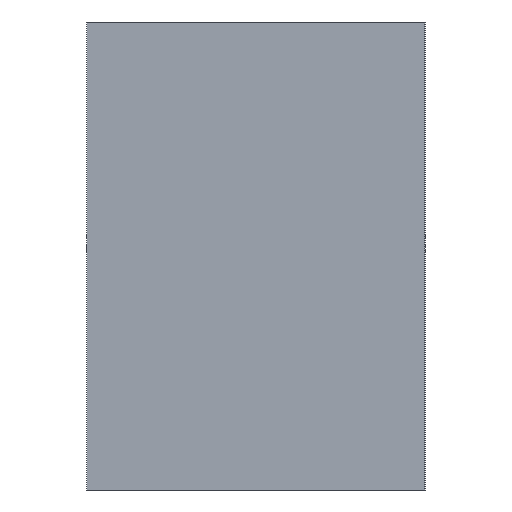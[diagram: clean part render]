
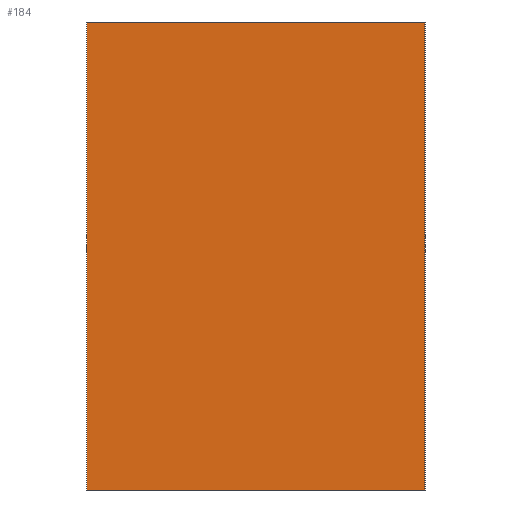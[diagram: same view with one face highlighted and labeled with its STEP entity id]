
A CAD part, left-side view. The second image highlights one B-rep face of the part: STEP entity #184.
In plain terms, the highlighted planar face has unit normal (-1, 0, 0).
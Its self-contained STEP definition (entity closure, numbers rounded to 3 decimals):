
#8 = VERTEX_POINT ( 'NONE', #37 ) ;
#18 = EDGE_CURVE ( 'NONE', #61, #186, #54, .T. ) ;
#37 = CARTESIAN_POINT ( 'NONE',  ( -54., 0., -13.5 ) ) ;
#39 = DIRECTION ( 'NONE',  ( 0., 0., -1. ) ) ;
#47 = EDGE_LOOP ( 'NONE', ( #48, #165, #133, #51 ) ) ;
#48 = ORIENTED_EDGE ( 'NONE', *, *, #150, .T. ) ;
#51 = ORIENTED_EDGE ( 'NONE', *, *, #200, .T. ) ;
#54 = LINE ( 'NONE', #232, #196 ) ;
#59 = CARTESIAN_POINT ( 'NONE',  ( -54., 19.5, 13.5 ) ) ;
#60 = LINE ( 'NONE', #59, #109 ) ;
#61 = VERTEX_POINT ( 'NONE', #124 ) ;
#65 = DIRECTION ( 'NONE',  ( 1., 0., 0. ) ) ;
#73 = DIRECTION ( 'NONE',  ( 0., -1., 0. ) ) ;
#86 = DIRECTION ( 'NONE',  ( 0., 0., 1. ) ) ;
#88 = AXIS2_PLACEMENT_3D ( 'NONE', #233, #65, #39 ) ;
#89 = CARTESIAN_POINT ( 'NONE',  ( -54., 19.5, -13.5 ) ) ;
#106 = LINE ( 'NONE', #235, #135 ) ;
#108 = CARTESIAN_POINT ( 'NONE',  ( -54., 0., 13.5 ) ) ;
#109 = VECTOR ( 'NONE', #214, 1000. ) ;
#124 = CARTESIAN_POINT ( 'NONE',  ( -54., 19.5, 13.5 ) ) ;
#133 = ORIENTED_EDGE ( 'NONE', *, *, #237, .F. ) ;
#135 = VECTOR ( 'NONE', #86, 1000. ) ;
#140 = FACE_OUTER_BOUND ( 'NONE', #47, .T. ) ;
#149 = VERTEX_POINT ( 'NONE', #197 ) ;
#150 = EDGE_CURVE ( 'NONE', #8, #186, #106, .T. ) ;
#157 = DIRECTION ( 'NONE',  ( 0., -1., 0. ) ) ;
#165 = ORIENTED_EDGE ( 'NONE', *, *, #18, .F. ) ;
#184 = ADVANCED_FACE ( 'NONE', ( #140 ), #213, .F. ) ;
#186 = VERTEX_POINT ( 'NONE', #108 ) ;
#196 = VECTOR ( 'NONE', #157, 1000. ) ;
#197 = CARTESIAN_POINT ( 'NONE',  ( -54., 19.5, -13.5 ) ) ;
#200 = EDGE_CURVE ( 'NONE', #149, #8, #236, .T. ) ;
#204 = VECTOR ( 'NONE', #73, 1000. ) ;
#213 = PLANE ( 'NONE',  #88 ) ;
#214 = DIRECTION ( 'NONE',  ( 0., 0., 1. ) ) ;
#232 = CARTESIAN_POINT ( 'NONE',  ( -54., 19.5, 13.5 ) ) ;
#233 = CARTESIAN_POINT ( 'NONE',  ( -54., 19.5, 13.5 ) ) ;
#235 = CARTESIAN_POINT ( 'NONE',  ( -54., 0., 13.5 ) ) ;
#236 = LINE ( 'NONE', #89, #204 ) ;
#237 = EDGE_CURVE ( 'NONE', #149, #61, #60, .T. ) ;
